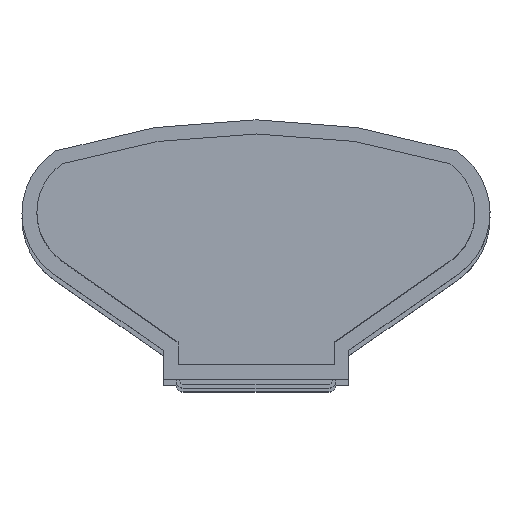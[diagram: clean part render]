
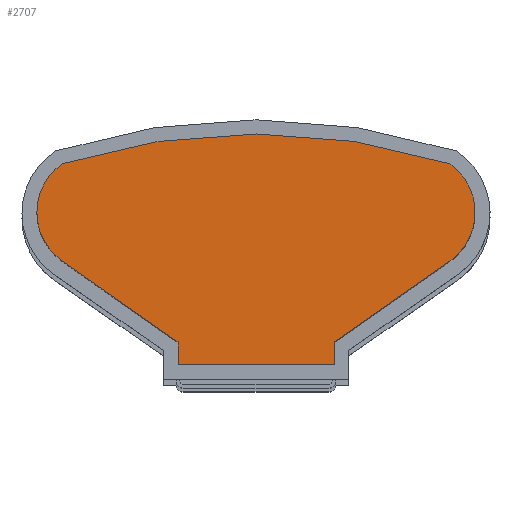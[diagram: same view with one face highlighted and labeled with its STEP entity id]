
A CAD part, top view. The second image highlights one B-rep face of the part: STEP entity #2707.
In plain terms, the highlighted planar face has unit normal (0, 0, 1).
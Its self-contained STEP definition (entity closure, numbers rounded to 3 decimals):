
#156 = DIRECTION ( 'NONE',  ( 0., 0., 1. ) ) ;
#292 = VECTOR ( 'NONE', #2818, 1000. ) ;
#319 = CARTESIAN_POINT ( 'NONE',  ( 0., 0., 553. ) ) ;
#363 = VERTEX_POINT ( 'NONE', #319 ) ;
#378 = CARTESIAN_POINT ( 'NONE',  ( 3.421, -6.56, 553. ) ) ;
#426 = AXIS2_PLACEMENT_3D ( 'NONE', #2721, #1109, #2408 ) ;
#494 = CIRCLE ( 'NONE', #4080, 8. ) ;
#513 = LINE ( 'NONE', #3116, #3547 ) ;
#535 = VERTEX_POINT ( 'NONE', #4125 ) ;
#679 = EDGE_CURVE ( 'NONE', #363, #1387, #494, .T. ) ;
#726 = CARTESIAN_POINT ( 'NONE',  ( 8., 0., 553. ) ) ;
#777 = VERTEX_POINT ( 'NONE', #2106 ) ;
#821 = DIRECTION ( 'NONE',  ( -1., 0., 0. ) ) ;
#961 = ORIENTED_EDGE ( 'NONE', *, *, #3092, .T. ) ;
#981 = DIRECTION ( 'NONE',  ( 0.82, 0.572, 0. ) ) ;
#1028 = EDGE_CURVE ( 'NONE', #3927, #1417, #3431, .T. ) ;
#1109 = DIRECTION ( 'NONE',  ( 0., 0., -1. ) ) ;
#1155 = DIRECTION ( 'NONE',  ( 0., 0., 1. ) ) ;
#1171 = EDGE_CURVE ( 'NONE', #777, #3922, #2248, .T. ) ;
#1238 = AXIS2_PLACEMENT_3D ( 'NONE', #2763, #156, #1445 ) ;
#1316 = CARTESIAN_POINT ( 'NONE',  ( 40., -17.436, 553. ) ) ;
#1387 = VERTEX_POINT ( 'NONE', #378 ) ;
#1390 = CARTESIAN_POINT ( 'NONE',  ( 40., -20.436, 553. ) ) ;
#1400 = ORIENTED_EDGE ( 'NONE', *, *, #1540, .T. ) ;
#1403 = CARTESIAN_POINT ( 'NONE',  ( 19., -17.436, 553. ) ) ;
#1417 = VERTEX_POINT ( 'NONE', #1390 ) ;
#1420 = PLANE ( 'NONE',  #426 ) ;
#1445 = DIRECTION ( 'NONE',  ( 1., 0., 0. ) ) ;
#1483 = CARTESIAN_POINT ( 'NONE',  ( 3.421, 6.56, 553. ) ) ;
#1487 = ORIENTED_EDGE ( 'NONE', *, *, #4190, .T. ) ;
#1496 = ORIENTED_EDGE ( 'NONE', *, *, #1171, .T. ) ;
#1540 = EDGE_CURVE ( 'NONE', #535, #777, #3062, .T. ) ;
#1760 = VECTOR ( 'NONE', #2555, 1000. ) ;
#1840 = CARTESIAN_POINT ( 'NONE',  ( 51., 0., 553. ) ) ;
#1852 = ORIENTED_EDGE ( 'NONE', *, *, #2629, .T. ) ;
#2106 = CARTESIAN_POINT ( 'NONE',  ( 55.579, 6.56, 553. ) ) ;
#2161 = CARTESIAN_POINT ( 'NONE',  ( 19., -20.436, 553. ) ) ;
#2248 = CIRCLE ( 'NONE', #3324, 86.919 ) ;
#2270 = ORIENTED_EDGE ( 'NONE', *, *, #679, .T. ) ;
#2322 = AXIS2_PLACEMENT_3D ( 'NONE', #1840, #1155, #3133 ) ;
#2366 = VECTOR ( 'NONE', #2676, 1000. ) ;
#2408 = DIRECTION ( 'NONE',  ( 1., 0., 0. ) ) ;
#2462 = CARTESIAN_POINT ( 'NONE',  ( 29.5, -76.355, 553. ) ) ;
#2507 = VERTEX_POINT ( 'NONE', #1403 ) ;
#2555 = DIRECTION ( 'NONE',  ( 0.82, -0.572, 0. ) ) ;
#2629 = EDGE_CURVE ( 'NONE', #3922, #363, #3268, .T. ) ;
#2660 = DIRECTION ( 'NONE',  ( 1., 0., 0. ) ) ;
#2676 = DIRECTION ( 'NONE',  ( 0., 1., 0. ) ) ;
#2686 = ORIENTED_EDGE ( 'NONE', *, *, #2965, .T. ) ;
#2707 = ADVANCED_FACE ( 'NONE', ( #4101 ), #1420, .F. ) ;
#2721 = CARTESIAN_POINT ( 'NONE',  ( 8., 0., 553. ) ) ;
#2734 = VECTOR ( 'NONE', #981, 1000. ) ;
#2763 = CARTESIAN_POINT ( 'NONE',  ( 8., 0., 553. ) ) ;
#2782 = CARTESIAN_POINT ( 'NONE',  ( 19., -20.436, 553. ) ) ;
#2818 = DIRECTION ( 'NONE',  ( 1., 0., 0. ) ) ;
#2956 = DIRECTION ( 'NONE',  ( 0., 0., 1. ) ) ;
#2965 = EDGE_CURVE ( 'NONE', #3058, #535, #3887, .T. ) ;
#3033 = CARTESIAN_POINT ( 'NONE',  ( 40., -17.436, 553. ) ) ;
#3058 = VERTEX_POINT ( 'NONE', #3033 ) ;
#3062 = CIRCLE ( 'NONE', #2322, 8. ) ;
#3092 = EDGE_CURVE ( 'NONE', #2507, #3927, #513, .T. ) ;
#3096 = ORIENTED_EDGE ( 'NONE', *, *, #4057, .T. ) ;
#3116 = CARTESIAN_POINT ( 'NONE',  ( 19., -20.436, 553. ) ) ;
#3133 = DIRECTION ( 'NONE',  ( -1., 0., 0. ) ) ;
#3142 = ORIENTED_EDGE ( 'NONE', *, *, #1028, .T. ) ;
#3268 = CIRCLE ( 'NONE', #1238, 8. ) ;
#3324 = AXIS2_PLACEMENT_3D ( 'NONE', #2462, #4047, #821 ) ;
#3431 = LINE ( 'NONE', #2161, #292 ) ;
#3547 = VECTOR ( 'NONE', #4070, 1000. ) ;
#3802 = CARTESIAN_POINT ( 'NONE',  ( 19., -17.436, 553. ) ) ;
#3887 = LINE ( 'NONE', #1316, #2734 ) ;
#3908 = LINE ( 'NONE', #3947, #2366 ) ;
#3922 = VERTEX_POINT ( 'NONE', #1483 ) ;
#3927 = VERTEX_POINT ( 'NONE', #2782 ) ;
#3947 = CARTESIAN_POINT ( 'NONE',  ( 40., -20.436, 553. ) ) ;
#4047 = DIRECTION ( 'NONE',  ( 0., 0., 1. ) ) ;
#4057 = EDGE_CURVE ( 'NONE', #1387, #2507, #4144, .T. ) ;
#4070 = DIRECTION ( 'NONE',  ( 0., -1., 0. ) ) ;
#4080 = AXIS2_PLACEMENT_3D ( 'NONE', #726, #2956, #2660 ) ;
#4092 = EDGE_LOOP ( 'NONE', ( #961, #3142, #1487, #2686, #1400, #1496, #1852, #2270, #3096 ) ) ;
#4101 = FACE_OUTER_BOUND ( 'NONE', #4092, .T. ) ;
#4125 = CARTESIAN_POINT ( 'NONE',  ( 55.579, -6.56, 553. ) ) ;
#4144 = LINE ( 'NONE', #3802, #1760 ) ;
#4190 = EDGE_CURVE ( 'NONE', #1417, #3058, #3908, .T. ) ;
